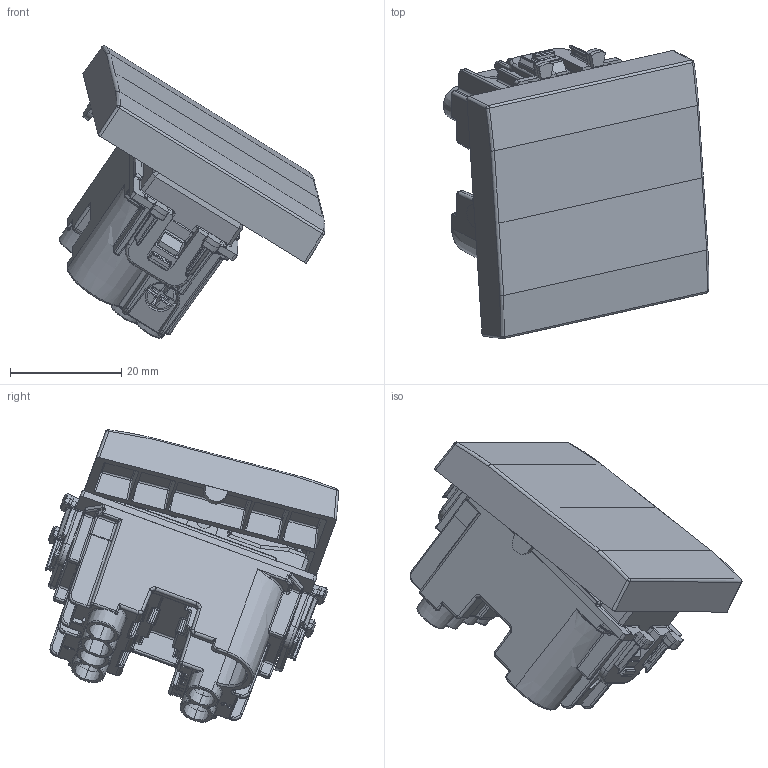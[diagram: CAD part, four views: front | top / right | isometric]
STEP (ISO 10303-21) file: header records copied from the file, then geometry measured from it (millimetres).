
FILE_DESCRIPTION(('CATIA V5 STEP Exchange'),'2;1');
FILE_NAME('441002TL-2.stp','2024-02-16T07:23:14+00:00',('none'),('none'),'CATIA Version 5-6 Release 2016 SP6','CATIA V5 STEP AP203','none');
FILE_SCHEMA(('CONFIG_CONTROL_DESIGN'));
Products named in the file (1): 441002TL-2
Assembly tree (13 placements, depth 2):
  441002TL-2
    #57
    #55057
    #110062
    #142265
    #170978
    #173548  x2
    #175203  x3
    #177116  x3
Bounding box: 47.65 x 52.71 x 52.5 mm (x, y, z)
Volume: 18108.1 mm3; surface area: 26733.4 mm2
Topology: 15 solids, 15 shells, 4920 faces, 12891 edges, 7752 vertices
Faces by surface type: plane 2096, cylinder 1595, bspline 644, sphere 245, cone 193, torus 109, extrusion 34, revolution 4
Entity records: 177989 total; most frequent: CARTESIAN_POINT 77983, ORIENTED_EDGE 24010, DIRECTION 14740, EDGE_CURVE 12005, VERTEX_POINT 7362, VECTOR 6291, LINE 6257, AXIS2_PLACEMENT_3D 5037
